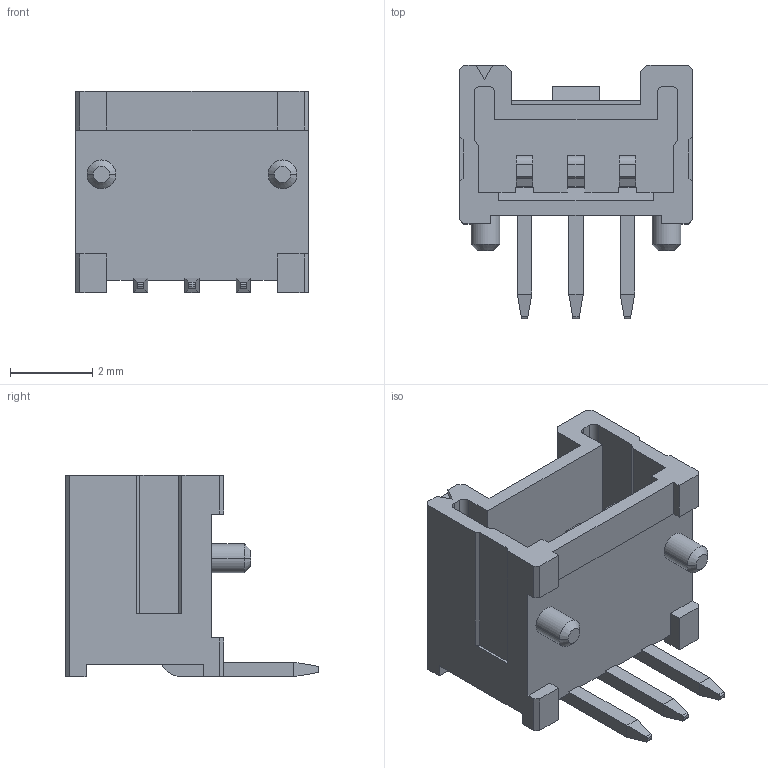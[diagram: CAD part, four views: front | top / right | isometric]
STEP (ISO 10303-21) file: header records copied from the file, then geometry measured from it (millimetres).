
FILE_DESCRIPTION(('STEP AP242'),'1');
FILE_NAME('2200980371.stp','2025-05-13T21:05:01',('TraceParts'),('TraceParts S.A.'),'Spatial InterOp 3D',' ',' ');
FILE_SCHEMA(('AP242_MANAGED_MODEL_BASED_3D_ENGINEERING_MIM_LF {1 0 10303 442 1 1 4}'));
Length unit declared in the file: millimetre
Products named in the file (1): 2200980371
Bounding box: 5.65 x 6.15 x 4.89 mm (x, y, z)
Volume: 54.3 mm3; surface area: 211.3 mm2
Topology: 1 solids, 1 shells, 174 faces, 492 edges, 326 vertices
Faces by surface type: plane 144, cylinder 26, cone 4
Entity records: 6972 total; most frequent: CARTESIAN_POINT 993, ORIENTED_EDGE 984, DIRECTION 898, EDGE_CURVE 492, LINE 436, VECTOR 436, VERTEX_POINT 326, AXIS2_PLACEMENT_3D 231
